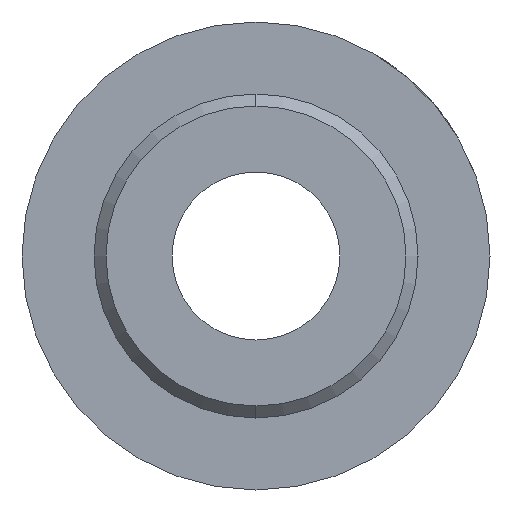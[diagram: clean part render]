
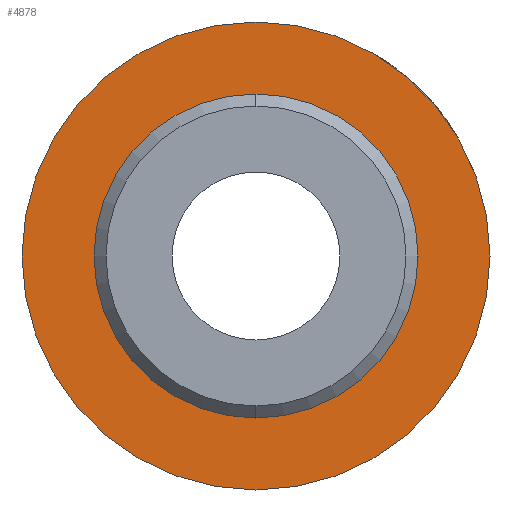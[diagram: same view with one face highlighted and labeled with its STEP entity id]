
A CAD part, left-side view. The second image highlights one B-rep face of the part: STEP entity #4878.
In plain terms, the highlighted planar face has unit normal (-1, 0, 0).
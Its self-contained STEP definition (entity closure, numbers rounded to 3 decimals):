
#149 = EDGE_CURVE ( 'NONE', #1242, #3227, #2663, .T. ) ;
#357 = FACE_BOUND ( 'NONE', #1514, .T. ) ;
#750 = DIRECTION ( 'NONE',  ( -1., 0., 0. ) ) ;
#1048 = DIRECTION ( 'NONE',  ( 0., 0., 1. ) ) ;
#1241 = FACE_OUTER_BOUND ( 'NONE', #1974, .T. ) ;
#1242 = VERTEX_POINT ( 'NONE', #3315 ) ;
#1503 = CARTESIAN_POINT ( 'NONE',  ( 18., 0., 9.75 ) ) ;
#1514 = EDGE_LOOP ( 'NONE', ( #1560, #3841 ) ) ;
#1560 = ORIENTED_EDGE ( 'NONE', *, *, #1597, .F. ) ;
#1597 = EDGE_CURVE ( 'NONE', #3227, #1242, #5233, .T. ) ;
#1687 = DIRECTION ( 'NONE',  ( 0., 0., 1. ) ) ;
#1719 = VERTEX_POINT ( 'NONE', #1503 ) ;
#1804 = CIRCLE ( 'NONE', #4457, 9.75 ) ;
#1874 = AXIS2_PLACEMENT_3D ( 'NONE', #4963, #750, #1048 ) ;
#1974 = EDGE_LOOP ( 'NONE', ( #3863, #5083 ) ) ;
#2049 = PLANE ( 'NONE',  #3207 ) ;
#2139 = EDGE_CURVE ( 'NONE', #1719, #2555, #4538, .T. ) ;
#2234 = AXIS2_PLACEMENT_3D ( 'NONE', #4971, #4064, #2811 ) ;
#2268 = DIRECTION ( 'NONE',  ( -1., 0., 0. ) ) ;
#2317 = DIRECTION ( 'NONE',  ( -1., 0., 0. ) ) ;
#2555 = VERTEX_POINT ( 'NONE', #5124 ) ;
#2663 = CIRCLE ( 'NONE', #4526, 6.75 ) ;
#2811 = DIRECTION ( 'NONE',  ( 0., 0., 1. ) ) ;
#3119 = CARTESIAN_POINT ( 'NONE',  ( 18., 0., 0. ) ) ;
#3207 = AXIS2_PLACEMENT_3D ( 'NONE', #3748, #5101, #1687 ) ;
#3227 = VERTEX_POINT ( 'NONE', #4123 ) ;
#3315 = CARTESIAN_POINT ( 'NONE',  ( 18., 0., -6.75 ) ) ;
#3350 = CARTESIAN_POINT ( 'NONE',  ( 18., 0., 0. ) ) ;
#3748 = CARTESIAN_POINT ( 'NONE',  ( 18., 0., 0. ) ) ;
#3841 = ORIENTED_EDGE ( 'NONE', *, *, #149, .F. ) ;
#3863 = ORIENTED_EDGE ( 'NONE', *, *, #2139, .T. ) ;
#3877 = EDGE_CURVE ( 'NONE', #2555, #1719, #1804, .T. ) ;
#4010 = DIRECTION ( 'NONE',  ( 0., 0., 1. ) ) ;
#4064 = DIRECTION ( 'NONE',  ( -1., 0., 0. ) ) ;
#4123 = CARTESIAN_POINT ( 'NONE',  ( 18., 0., 6.75 ) ) ;
#4369 = DIRECTION ( 'NONE',  ( 0., 0., 1. ) ) ;
#4457 = AXIS2_PLACEMENT_3D ( 'NONE', #3350, #2268, #4369 ) ;
#4526 = AXIS2_PLACEMENT_3D ( 'NONE', #3119, #2317, #4010 ) ;
#4538 = CIRCLE ( 'NONE', #1874, 9.75 ) ;
#4878 = ADVANCED_FACE ( 'NONE', ( #1241, #357 ), #2049, .T. ) ;
#4963 = CARTESIAN_POINT ( 'NONE',  ( 18., 0., 0. ) ) ;
#4971 = CARTESIAN_POINT ( 'NONE',  ( 18., 0., 0. ) ) ;
#5083 = ORIENTED_EDGE ( 'NONE', *, *, #3877, .T. ) ;
#5101 = DIRECTION ( 'NONE',  ( -1., 0., 0. ) ) ;
#5124 = CARTESIAN_POINT ( 'NONE',  ( 18., 0., -9.75 ) ) ;
#5233 = CIRCLE ( 'NONE', #2234, 6.75 ) ;
